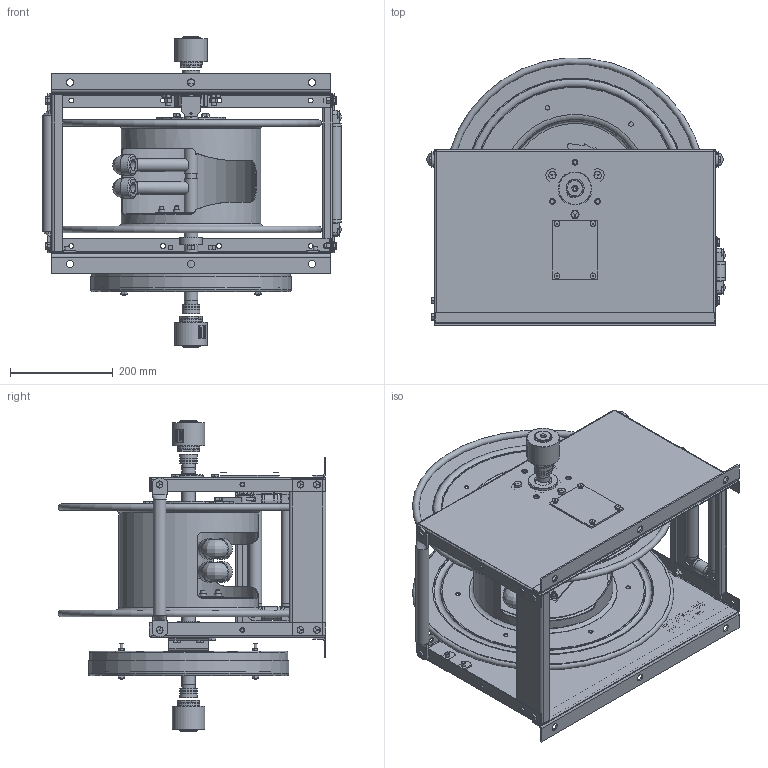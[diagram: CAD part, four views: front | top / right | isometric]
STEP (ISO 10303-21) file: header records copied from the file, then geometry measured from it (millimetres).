
FILE_DESCRIPTION(/* description */ (''),/* implementation_level */ '2;1');
FILE_NAME(/* name */ 'DLPL-525_SHARED.stp',/* time_stamp */ '2017-01-23T12:27:13-07:00',/* author */ ('jkusbel'),/* organization */ (''),/* preprocessor_version */ 'ST-DEVELOPER v15.6',/* originating_system */ 'Autodesk Inventor 2015',/* authorisation */ '');
FILE_SCHEMA (('AUTOMOTIVE_DESIGN { 1 0 10303 214 3 1 1 }'));
Products named in the file (1): DLPL-525_SHARED
Bounding box: 580.13 x 520.09 x 604.52 mm (x, y, z)
Surface area: 2884627.7 mm2 (no closed solid volume)
Topology: 0 solids, 258 shells, 610 faces, 6318 edges, 5835 vertices
Faces by surface type: plane 406, cylinder 142, torus 24, bspline 20, cone 14, sphere 4
Full cylindrical faces by diameter (mm): 6.35 x4, 7.798 x5, 7.938 x12, 9.525 x2, 12.7 x4, 14.287 x6, 17.78 x2, 19.05 x2, 20.625 x1, 25.4 x18, 25.654 x2, 26.594 x1, 26.67 x2, 34.544 x6, 41.402 x1, 42.926 x2, 44.323 x1, 57.125 x1, 63.5 x2, 262.392 x1, 267.716 x1, 271.511 x1, 387.096 x1, 390.388 x1
Entity records: 59907 total; most frequent: CARTESIAN_POINT 18161, DIRECTION 6927, ORIENTED_EDGE 6694, EDGE_CURVE 6159, VERTEX_POINT 5795, LINE 3433, VECTOR 3433, AXIS2_PLACEMENT_3D 1747
